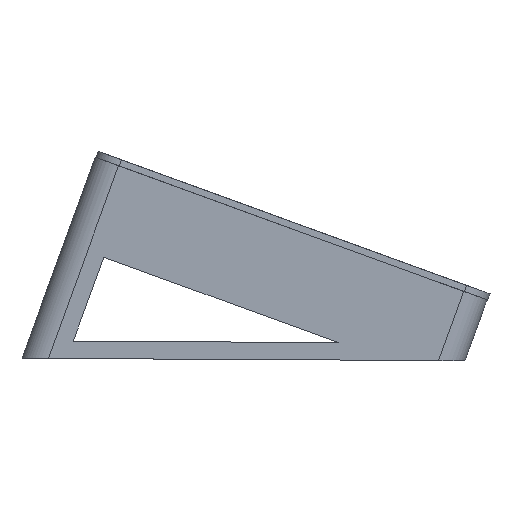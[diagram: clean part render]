
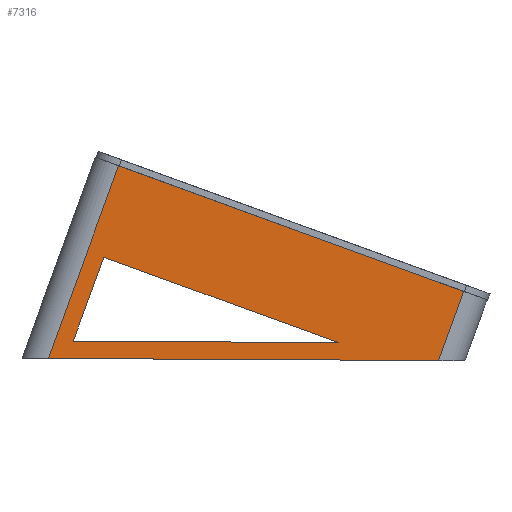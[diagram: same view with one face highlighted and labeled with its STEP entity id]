
A CAD part, left-side view. The second image highlights one B-rep face of the part: STEP entity #7316.
In plain terms, the highlighted planar face has unit normal (-1, 0, 0).
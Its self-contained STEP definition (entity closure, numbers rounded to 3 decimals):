
#819=FACE_BOUND('',#1295,.T.);
#882=FACE_OUTER_BOUND('',#1294,.T.);
#1294=EDGE_LOOP('',(#4912,#4913,#4914,#4915));
#1295=EDGE_LOOP('',(#4916,#4917,#4918));
#1747=LINE('',#9145,#2362);
#1751=LINE('',#9152,#2366);
#1753=LINE('',#9155,#2368);
#1757=LINE('',#9172,#2372);
#1758=LINE('',#9183,#2373);
#1762=LINE('',#9195,#2377);
#1763=LINE('',#9196,#2378);
#2362=VECTOR('',#8012,10.);
#2366=VECTOR('',#8018,10.);
#2368=VECTOR('',#8022,10.);
#2372=VECTOR('',#8036,10.);
#2373=VECTOR('',#8047,10.);
#2377=VECTOR('',#8059,10.);
#2378=VECTOR('',#8060,10.);
#2977=VERTEX_POINT('',#9142);
#2978=VERTEX_POINT('',#9144);
#2980=VERTEX_POINT('',#9150);
#2982=VERTEX_POINT('',#9158);
#2988=VERTEX_POINT('',#9170);
#2993=VERTEX_POINT('',#9182);
#2997=VERTEX_POINT('',#9194);
#3739=EDGE_CURVE('',#2978,#2977,#1747,.T.);
#3743=EDGE_CURVE('',#2977,#2980,#1751,.T.);
#3745=EDGE_CURVE('',#2980,#2978,#1753,.T.);
#3753=EDGE_CURVE('',#2982,#2988,#1757,.T.);
#3758=EDGE_CURVE('',#2993,#2982,#1758,.T.);
#3764=EDGE_CURVE('',#2997,#2988,#1762,.T.);
#3765=EDGE_CURVE('',#2993,#2997,#1763,.T.);
#4912=ORIENTED_EDGE('',*,*,#3753,.T.);
#4913=ORIENTED_EDGE('',*,*,#3764,.F.);
#4914=ORIENTED_EDGE('',*,*,#3765,.F.);
#4915=ORIENTED_EDGE('',*,*,#3758,.T.);
#4916=ORIENTED_EDGE('',*,*,#3739,.T.);
#4917=ORIENTED_EDGE('',*,*,#3743,.T.);
#4918=ORIENTED_EDGE('',*,*,#3745,.T.);
#7170=PLANE('',#7762);
#7316=ADVANCED_FACE('',(#882,#819),#7170,.T.);
#7762=AXIS2_PLACEMENT_3D('',#9193,#8057,#8058);
#8012=DIRECTION('',(0.,0.942,-0.337));
#8018=DIRECTION('',(0.,0.,1.));
#8022=DIRECTION('',(0.,-1.,0.));
#8036=DIRECTION('',(0.,-0.942,0.337));
#8047=DIRECTION('',(0.,0.,-1.));
#8057=DIRECTION('center_axis',(-1.,0.,0.));
#8058=DIRECTION('ref_axis',(0.,-1.,0.));
#8059=DIRECTION('',(0.,0.,-1.));
#8060=DIRECTION('',(0.,-1.,0.));
#9142=CARTESIAN_POINT('',(-9.5,64.82,-23.24));
#9144=CARTESIAN_POINT('',(-9.5,14.665,-5.29));
#9145=CARTESIAN_POINT('',(-9.5,64.901,-23.269));
#9150=CARTESIAN_POINT('',(-9.5,64.82,-5.29));
#9152=CARTESIAN_POINT('',(-9.5,64.82,-2.645));
#9155=CARTESIAN_POINT('',(-9.5,43.993,-5.29));
#9158=CARTESIAN_POINT('',(-9.5,68.32,-28.21));
#9170=CARTESIAN_POINT('',(-9.5,-5.5,-1.79));
#9172=CARTESIAN_POINT('',(-9.5,26.651,-13.297));
#9182=CARTESIAN_POINT('',(-9.5,68.32,13.));
#9183=CARTESIAN_POINT('',(-9.5,68.32,0.));
#9193=CARTESIAN_POINT('Origin',(-9.5,73.32,0.));
#9194=CARTESIAN_POINT('',(-9.5,-5.5,13.));
#9195=CARTESIAN_POINT('',(-9.5,-5.5,0.));
#9196=CARTESIAN_POINT('',(-9.5,73.32,13.));
